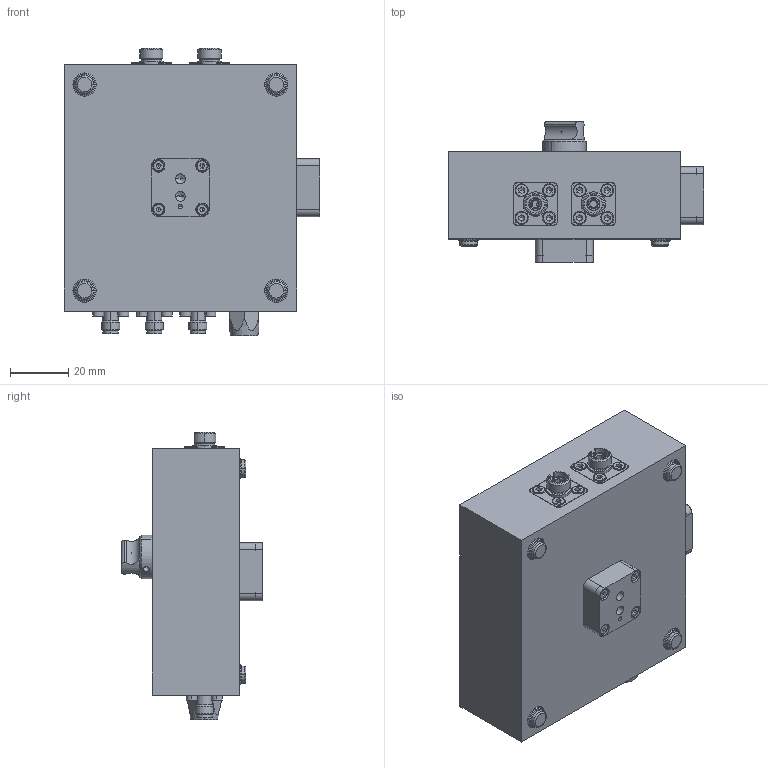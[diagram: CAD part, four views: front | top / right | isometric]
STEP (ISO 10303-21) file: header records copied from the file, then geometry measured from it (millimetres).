
FILE_DESCRIPTION (( 'STEP AP203' ), '1' );
FILE_NAME ('PDB4xx-01_sw.STEP', '2011-03-16T12:25:06', ( 'tempinstall' ), ( '' ), 'SwSTEP 2.0', 'SolidWorks 2011', '' );
FILE_SCHEMA (( 'CONFIG_CONTROL_DESIGN' ));
Length unit declared in the file: millimetre
Products named in the file (16): Folien_Ohne Text_Switchable; Socket Head Cap Screw_DIN_DIN 912 M2 x 10 --- 10N; PDA10Bx (Ger鋞ef黶se); PDA10Bx (SMABuchse); M0092-0379-0a-FCPCBuchse-01-halb_Default; M0093-0438-0a-Justage-01-(4.75)_Default; PDB4xx-01_sw; Drehschalter; Socket Head Cap Screw_DIN_DIN 912 M2 x 4 --- 4N; Socket Head Cap Screw_DIN_DIN 912 M2.5 x 4 --- 4N; Socket Head Cap Screw_DIN_DIN 912 M2 x 3 --- 3N; PDA10Bx (LED); PDA10Bx (RKMF); M0092-0377-0a-Befestigungssockel-01_Default; M0092-0245-0c-Deckel-01_Default; M0092-0244-0e-Gehäuse-01_Default
Assembly tree (51 placements, depth 2):
  PDB4xx-01_sw
    Socket Head Cap Screw_DIN_DIN 912 M2.5 x 4 --- 4N  x8
    Socket Head Cap Screw_DIN_DIN 912 M2 x 4 --- 4N  x4
    PDA10Bx (Ger鋞ef黶se)  x4
    Socket Head Cap Screw_DIN_DIN 912 M2 x 3 --- 3N  x12
    M0093-0438-0a-Justage-01-(4.75)_Default  x2
    Socket Head Cap Screw_DIN_DIN 912 M2 x 10 --- 10N  x8
    PDA10Bx (RKMF)
    PDA10Bx (LED)
    PDA10Bx (SMABuchse)  x3
    M0092-0379-0a-FCPCBuchse-01-halb_Default  x2
    Folien_Ohne Text_Switchable
    M0092-0377-0a-Befestigungssockel-01_Default  x2
    M0092-0245-0c-Deckel-01_Default
    Drehschalter
    M0092-0244-0e-Gehäuse-01_Default
Bounding box: 88 x 48.5 x 99 mm (x, y, z)
Volume: 115093.4 mm3; surface area: 72086.7 mm2
Topology: 94 solids, 94 shells, 3300 faces, 8157 edges, 5187 vertices
Faces by surface type: plane 1983, cylinder 568, bspline 383, cone 222, torus 144
Entity records: 90495 total; most frequent: CARTESIAN_POINT 33718, ORIENTED_EDGE 11760, DIRECTION 9803, EDGE_CURVE 5880, VECTOR 4367, LINE 4367, VERTEX_POINT 3879, AXIS2_PLACEMENT_3D 2718
